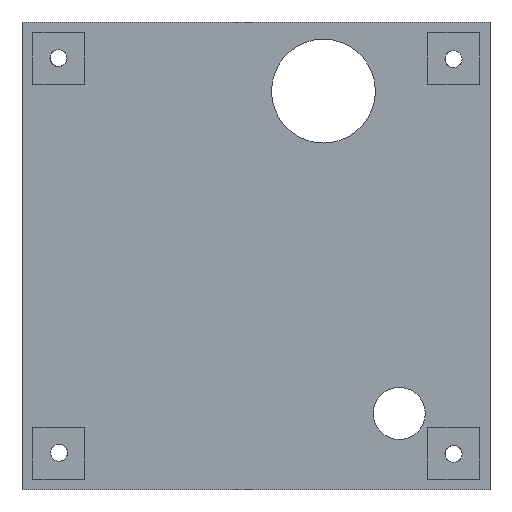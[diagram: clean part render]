
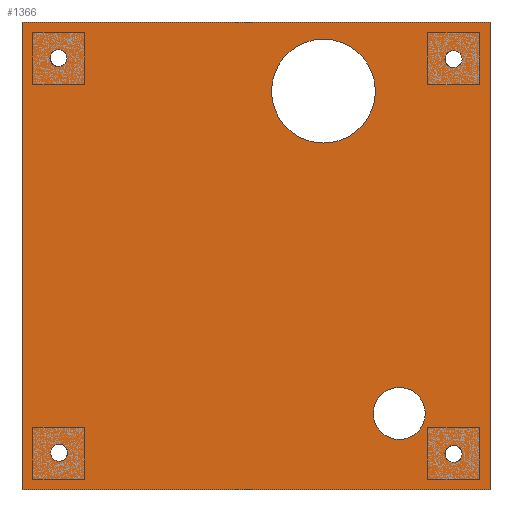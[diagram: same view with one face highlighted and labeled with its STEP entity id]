
A CAD part, front view. The second image highlights one B-rep face of the part: STEP entity #1366.
In plain terms, the highlighted planar face has unit normal (0, -1, 0).
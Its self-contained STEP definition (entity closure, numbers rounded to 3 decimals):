
#30=FACE_BOUND('',#220,.T.);
#31=FACE_BOUND('',#221,.T.);
#32=FACE_BOUND('',#222,.T.);
#33=FACE_BOUND('',#223,.T.);
#34=FACE_BOUND('',#224,.T.);
#35=FACE_BOUND('',#225,.T.);
#62=PLANE('',#1477);
#131=FACE_OUTER_BOUND('',#219,.T.);
#219=EDGE_LOOP('',(#1014,#1015,#1016,#1017));
#220=EDGE_LOOP('',(#1018));
#221=EDGE_LOOP('',(#1019));
#222=EDGE_LOOP('',(#1020));
#223=EDGE_LOOP('',(#1021));
#224=EDGE_LOOP('',(#1022));
#225=EDGE_LOOP('',(#1023));
#336=LINE('',#2066,#474);
#337=LINE('',#2068,#475);
#338=LINE('',#2070,#476);
#339=LINE('',#2071,#477);
#474=VECTOR('',#1660,10.);
#475=VECTOR('',#1661,10.);
#476=VECTOR('',#1662,10.);
#477=VECTOR('',#1663,10.);
#591=CIRCLE('',#1455,1.65);
#593=CIRCLE('',#1458,1.65);
#595=CIRCLE('',#1461,1.65);
#597=CIRCLE('',#1464,1.65);
#599=CIRCLE('',#1467,5.);
#601=CIRCLE('',#1470,10.);
#643=VERTEX_POINT('',#1996);
#645=VERTEX_POINT('',#2002);
#647=VERTEX_POINT('',#2008);
#649=VERTEX_POINT('',#2014);
#651=VERTEX_POINT('',#2020);
#653=VERTEX_POINT('',#2026);
#666=VERTEX_POINT('',#2064);
#667=VERTEX_POINT('',#2065);
#668=VERTEX_POINT('',#2067);
#669=VERTEX_POINT('',#2069);
#768=EDGE_CURVE('',#643,#643,#591,.T.);
#771=EDGE_CURVE('',#645,#645,#593,.T.);
#774=EDGE_CURVE('',#647,#647,#595,.T.);
#777=EDGE_CURVE('',#649,#649,#597,.T.);
#780=EDGE_CURVE('',#651,#651,#599,.T.);
#783=EDGE_CURVE('',#653,#653,#601,.T.);
#800=EDGE_CURVE('',#666,#667,#336,.T.);
#801=EDGE_CURVE('',#667,#668,#337,.T.);
#802=EDGE_CURVE('',#668,#669,#338,.T.);
#803=EDGE_CURVE('',#669,#666,#339,.T.);
#1014=ORIENTED_EDGE('',*,*,#800,.T.);
#1015=ORIENTED_EDGE('',*,*,#801,.T.);
#1016=ORIENTED_EDGE('',*,*,#802,.T.);
#1017=ORIENTED_EDGE('',*,*,#803,.T.);
#1018=ORIENTED_EDGE('',*,*,#768,.T.);
#1019=ORIENTED_EDGE('',*,*,#771,.T.);
#1020=ORIENTED_EDGE('',*,*,#774,.T.);
#1021=ORIENTED_EDGE('',*,*,#777,.T.);
#1022=ORIENTED_EDGE('',*,*,#780,.T.);
#1023=ORIENTED_EDGE('',*,*,#783,.T.);
#1366=ADVANCED_FACE('',(#131,#30,#31,#32,#33,#34,#35),#62,.F.);
#1455=AXIS2_PLACEMENT_3D('',#1998,#1593,#1594);
#1458=AXIS2_PLACEMENT_3D('',#2004,#1600,#1601);
#1461=AXIS2_PLACEMENT_3D('',#2010,#1607,#1608);
#1464=AXIS2_PLACEMENT_3D('',#2016,#1614,#1615);
#1467=AXIS2_PLACEMENT_3D('',#2022,#1621,#1622);
#1470=AXIS2_PLACEMENT_3D('',#2028,#1628,#1629);
#1477=AXIS2_PLACEMENT_3D('',#2063,#1658,#1659);
#1593=DIRECTION('center_axis',(0.,1.,0.));
#1594=DIRECTION('ref_axis',(0.,0.,1.));
#1600=DIRECTION('center_axis',(0.,1.,0.));
#1601=DIRECTION('ref_axis',(0.,0.,1.));
#1607=DIRECTION('center_axis',(0.,1.,0.));
#1608=DIRECTION('ref_axis',(0.,0.,1.));
#1614=DIRECTION('center_axis',(0.,1.,0.));
#1615=DIRECTION('ref_axis',(0.,0.,1.));
#1621=DIRECTION('center_axis',(0.,1.,0.));
#1622=DIRECTION('ref_axis',(0.,0.,1.));
#1628=DIRECTION('center_axis',(0.,1.,0.));
#1629=DIRECTION('ref_axis',(0.,0.,1.));
#1658=DIRECTION('center_axis',(0.,1.,0.));
#1659=DIRECTION('ref_axis',(0.,0.,1.));
#1660=DIRECTION('',(-1.,0.,0.));
#1661=DIRECTION('',(0.,0.,-1.));
#1662=DIRECTION('',(1.,0.,0.));
#1663=DIRECTION('',(0.,0.,1.));
#1996=CARTESIAN_POINT('',(-34.445,18.,42.38));
#1998=CARTESIAN_POINT('Origin',(-34.445,18.,44.03));
#2002=CARTESIAN_POINT('',(-34.317,18.,-33.538));
#2004=CARTESIAN_POINT('Origin',(-34.317,18.,-31.888));
#2008=CARTESIAN_POINT('',(41.601,18.,-33.794));
#2010=CARTESIAN_POINT('Origin',(41.601,18.,-32.144));
#2014=CARTESIAN_POINT('',(41.59,18.,42.191));
#2016=CARTESIAN_POINT('Origin',(41.59,18.,43.841));
#2020=CARTESIAN_POINT('',(31.157,18.,-29.347));
#2022=CARTESIAN_POINT('Origin',(31.157,18.,-24.347));
#2026=CARTESIAN_POINT('',(16.56,18.,27.689));
#2028=CARTESIAN_POINT('Origin',(16.56,18.,37.689));
#2063=CARTESIAN_POINT('Origin',(3.578,18.,5.953));
#2064=CARTESIAN_POINT('',(48.618,18.,50.947));
#2065=CARTESIAN_POINT('',(-41.461,18.,50.947));
#2066=CARTESIAN_POINT('',(3.578,18.,50.947));
#2067=CARTESIAN_POINT('',(-41.461,18.,-39.041));
#2068=CARTESIAN_POINT('',(-41.461,18.,5.953));
#2069=CARTESIAN_POINT('',(48.618,18.,-39.041));
#2070=CARTESIAN_POINT('',(3.578,18.,-39.041));
#2071=CARTESIAN_POINT('',(48.618,18.,5.953));
